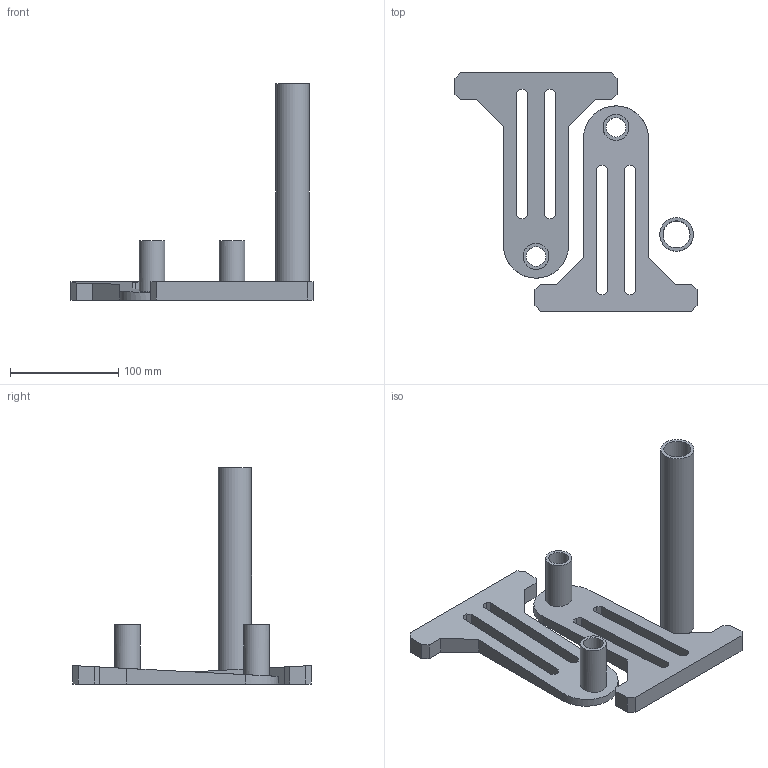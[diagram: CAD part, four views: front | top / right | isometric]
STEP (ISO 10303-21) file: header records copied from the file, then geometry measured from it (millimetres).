
FILE_DESCRIPTION(/* description */ (''),/* implementation_level */ '2;1');
FILE_NAME(/* name */ '10lbs spool holder v3.step',/* time_stamp */ '2020-05-09T07:11:04-04:00',/* author */ (''),/* organization */ (''),/* preprocessor_version */ 'ST-DEVELOPER v18.1',/* originating_system */ 'Autodesk Translation Framework v9.2.0.1227',/* authorisation */ '');
FILE_SCHEMA (('AUTOMOTIVE_DESIGN { 1 0 10303 214 3 1 1 }'));
Length unit declared in the file: millimetre
Products named in the file (2): 10lbs wheel feeding stand; Side
Assembly tree (1 placements, depth 2):
  10lbs wheel feeding stand
    Side
Bounding box: 223.99 x 220.56 x 200 mm (x, y, z)
Volume: 366448.5 mm3; surface area: 123527.2 mm2
Topology: 3 solids, 3 shells, 74 faces, 200 edges, 134 vertices
Faces by surface type: plane 66, cylinder 8
Full cylindrical faces by diameter (mm): 18 x2, 24 x2, 25 x1, 31 x1
Entity records: 2377 total; most frequent: CARTESIAN_POINT 411, ORIENTED_EDGE 400, DIRECTION 372, EDGE_CURVE 200, LINE 182, VECTOR 182, VERTEX_POINT 134, AXIS2_PLACEMENT_3D 95
